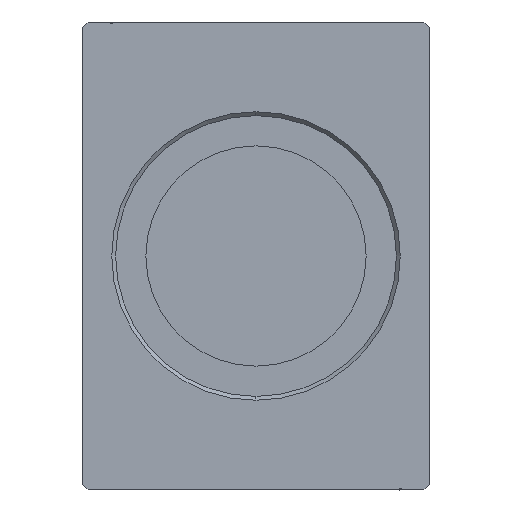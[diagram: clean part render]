
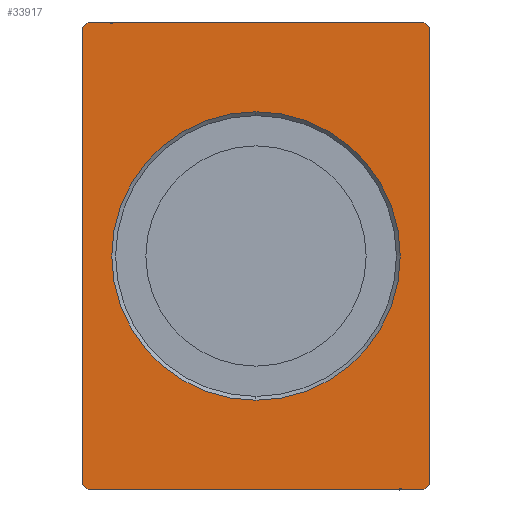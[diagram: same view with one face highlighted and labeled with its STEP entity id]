
A CAD part, left-side view. The second image highlights one B-rep face of the part: STEP entity #33917.
In plain terms, the highlighted planar face has unit normal (-1, 0, 0).
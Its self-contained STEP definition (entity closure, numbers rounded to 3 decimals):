
#16 = DIRECTION ( 'NONE',  ( 1., 0., 0. ) ) ;
#73 = ORIENTED_EDGE ( 'NONE', *, *, #41597, .F. ) ;
#456 = ORIENTED_EDGE ( 'NONE', *, *, #36175, .F. ) ;
#629 = CARTESIAN_POINT ( 'NONE',  ( 0., 31.5, 41.5 ) ) ;
#1037 = LINE ( 'NONE', #37226, #40978 ) ;
#1195 = LINE ( 'NONE', #18228, #35893 ) ;
#1286 = ORIENTED_EDGE ( 'NONE', *, *, #12946, .F. ) ;
#1875 = VECTOR ( 'NONE', #25015, 1000. ) ;
#3288 = VERTEX_POINT ( 'NONE', #22850 ) ;
#3598 = CARTESIAN_POINT ( 'NONE',  ( 0., 0., 0. ) ) ;
#5222 = CARTESIAN_POINT ( 'NONE',  ( 0., -31.5, -41.5 ) ) ;
#5330 = EDGE_CURVE ( 'NONE', #17632, #29341, #9560, .T. ) ;
#5371 = ORIENTED_EDGE ( 'NONE', *, *, #26774, .F. ) ;
#5515 = CARTESIAN_POINT ( 'NONE',  ( 0., 0., 26.2 ) ) ;
#5725 = LINE ( 'NONE', #8899, #36160 ) ;
#6498 = LINE ( 'NONE', #38852, #23375 ) ;
#7328 = CARTESIAN_POINT ( 'NONE',  ( 0., -31.5, 41.5 ) ) ;
#7659 = VECTOR ( 'NONE', #18209, 1000. ) ;
#8810 = CARTESIAN_POINT ( 'NONE',  ( 0., 30.5, 42.5 ) ) ;
#8899 = CARTESIAN_POINT ( 'NONE',  ( 0., 31.5, -41.5 ) ) ;
#9560 = LINE ( 'NONE', #26589, #34750 ) ;
#9780 = DIRECTION ( 'NONE',  ( 0., -0.707, 0.707 ) ) ;
#10700 = EDGE_CURVE ( 'NONE', #14642, #41029, #31586, .T. ) ;
#12946 = EDGE_CURVE ( 'NONE', #23599, #3288, #6498, .T. ) ;
#14373 = ORIENTED_EDGE ( 'NONE', *, *, #35124, .F. ) ;
#14642 = VERTEX_POINT ( 'NONE', #5515 ) ;
#16464 = DIRECTION ( 'NONE',  ( 1., 0., 0. ) ) ;
#17091 = CARTESIAN_POINT ( 'NONE',  ( 0., 31.5, -41.5 ) ) ;
#17579 = CARTESIAN_POINT ( 'NONE',  ( 0., -30.5, -42.5 ) ) ;
#17632 = VERTEX_POINT ( 'NONE', #629 ) ;
#18209 = DIRECTION ( 'NONE',  ( 0., 0.707, -0.707 ) ) ;
#18228 = CARTESIAN_POINT ( 'NONE',  ( 0., -30.5, 42.5 ) ) ;
#18504 = DIRECTION ( 'NONE',  ( 0., 0., 1. ) ) ;
#18655 = DIRECTION ( 'NONE',  ( 0., -0.707, -0.707 ) ) ;
#18915 = CARTESIAN_POINT ( 'NONE',  ( 0., -30.5, -42.5 ) ) ;
#19259 = ORIENTED_EDGE ( 'NONE', *, *, #10700, .T. ) ;
#19628 = DIRECTION ( 'NONE',  ( 0., 0., -1. ) ) ;
#20663 = VERTEX_POINT ( 'NONE', #17579 ) ;
#22034 = VERTEX_POINT ( 'NONE', #28941 ) ;
#22436 = DIRECTION ( 'NONE',  ( 0., 0., -1. ) ) ;
#22624 = AXIS2_PLACEMENT_3D ( 'NONE', #3598, #26177, #26795 ) ;
#22850 = CARTESIAN_POINT ( 'NONE',  ( 0., -31.5, -41.5 ) ) ;
#22865 = FACE_OUTER_BOUND ( 'NONE', #23758, .T. ) ;
#23182 = CARTESIAN_POINT ( 'NONE',  ( 0., 0., -26.2 ) ) ;
#23339 = VECTOR ( 'NONE', #38282, 1000. ) ;
#23375 = VECTOR ( 'NONE', #24668, 1000. ) ;
#23599 = VERTEX_POINT ( 'NONE', #7328 ) ;
#23758 = EDGE_LOOP ( 'NONE', ( #31303, #36210, #14373, #456, #73, #1286, #28507, #5371 ) ) ;
#24025 = EDGE_CURVE ( 'NONE', #34526, #23599, #1195, .T. ) ;
#24668 = DIRECTION ( 'NONE',  ( 0., 0., -1. ) ) ;
#25015 = DIRECTION ( 'NONE',  ( 0., -1., 0. ) ) ;
#25923 = CARTESIAN_POINT ( 'NONE',  ( 0., -30.5, 42.5 ) ) ;
#26177 = DIRECTION ( 'NONE',  ( 1., 0., 0. ) ) ;
#26589 = CARTESIAN_POINT ( 'NONE',  ( 0., 31.5, 41.5 ) ) ;
#26774 = EDGE_CURVE ( 'NONE', #29341, #34526, #33951, .T. ) ;
#26795 = DIRECTION ( 'NONE',  ( 0., 0., -1. ) ) ;
#27108 = VERTEX_POINT ( 'NONE', #17091 ) ;
#27383 = CIRCLE ( 'NONE', #22624, 26.2 ) ;
#28507 = ORIENTED_EDGE ( 'NONE', *, *, #24025, .F. ) ;
#28618 = LINE ( 'NONE', #5222, #7659 ) ;
#28941 = CARTESIAN_POINT ( 'NONE',  ( 0., 30.5, -42.5 ) ) ;
#29229 = CARTESIAN_POINT ( 'NONE',  ( 0., 0., 0. ) ) ;
#29341 = VERTEX_POINT ( 'NONE', #34715 ) ;
#29532 = AXIS2_PLACEMENT_3D ( 'NONE', #29819, #16, #19628 ) ;
#29819 = CARTESIAN_POINT ( 'NONE',  ( 0., 0., 0. ) ) ;
#31303 = ORIENTED_EDGE ( 'NONE', *, *, #5330, .F. ) ;
#31586 = CIRCLE ( 'NONE', #29532, 26.2 ) ;
#32676 = EDGE_CURVE ( 'NONE', #27108, #17632, #5725, .T. ) ;
#33917 = ADVANCED_FACE ( 'NONE', ( #41585, #22865 ), #35844, .F. ) ;
#33951 = LINE ( 'NONE', #8810, #1875 ) ;
#34029 = DIRECTION ( 'NONE',  ( 0., 0.707, 0.707 ) ) ;
#34149 = AXIS2_PLACEMENT_3D ( 'NONE', #29229, #16464, #22436 ) ;
#34526 = VERTEX_POINT ( 'NONE', #25923 ) ;
#34715 = CARTESIAN_POINT ( 'NONE',  ( 0., 30.5, 42.5 ) ) ;
#34750 = VECTOR ( 'NONE', #9780, 1000. ) ;
#35124 = EDGE_CURVE ( 'NONE', #22034, #27108, #1037, .T. ) ;
#35844 = PLANE ( 'NONE',  #34149 ) ;
#35893 = VECTOR ( 'NONE', #18655, 1000. ) ;
#36160 = VECTOR ( 'NONE', #18504, 1000. ) ;
#36175 = EDGE_CURVE ( 'NONE', #20663, #22034, #37859, .T. ) ;
#36210 = ORIENTED_EDGE ( 'NONE', *, *, #32676, .F. ) ;
#36230 = ORIENTED_EDGE ( 'NONE', *, *, #41102, .T. ) ;
#37226 = CARTESIAN_POINT ( 'NONE',  ( 0., 30.5, -42.5 ) ) ;
#37859 = LINE ( 'NONE', #18915, #23339 ) ;
#38282 = DIRECTION ( 'NONE',  ( 0., 1., 0. ) ) ;
#38852 = CARTESIAN_POINT ( 'NONE',  ( 0., -31.5, 41.5 ) ) ;
#39659 = EDGE_LOOP ( 'NONE', ( #19259, #36230 ) ) ;
#40978 = VECTOR ( 'NONE', #34029, 1000. ) ;
#41029 = VERTEX_POINT ( 'NONE', #23182 ) ;
#41102 = EDGE_CURVE ( 'NONE', #41029, #14642, #27383, .T. ) ;
#41585 = FACE_BOUND ( 'NONE', #39659, .T. ) ;
#41597 = EDGE_CURVE ( 'NONE', #3288, #20663, #28618, .T. ) ;
